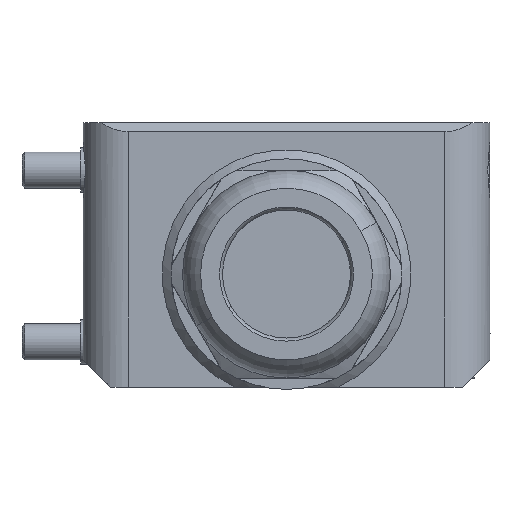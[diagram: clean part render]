
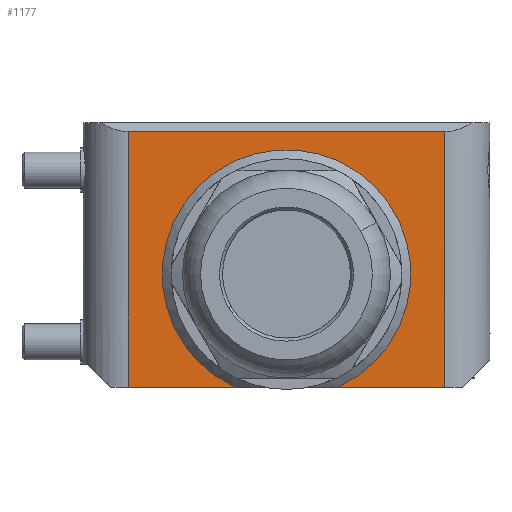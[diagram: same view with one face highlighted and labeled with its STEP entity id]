
A CAD part, left-side view. The second image highlights one B-rep face of the part: STEP entity #1177.
In plain terms, the highlighted planar face has unit normal (-1, 0, 0).
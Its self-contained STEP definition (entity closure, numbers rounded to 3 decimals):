
#337 = VERTEX_POINT ( 'NONE', #16054 ) ;
#412 = VERTEX_POINT ( 'NONE', #3335 ) ;
#1115 = VERTEX_POINT ( 'NONE', #23787 ) ;
#1116 = CARTESIAN_POINT ( 'NONE',  ( -65., 35., 56.5 ) ) ;
#1177 = ADVANCED_FACE ( 'NONE', ( #15676 ), #23086, .F. ) ;
#1508 = ORIENTED_EDGE ( 'NONE', *, *, #11095, .T. ) ;
#2715 = VECTOR ( 'NONE', #18830, 1000. ) ;
#3335 = CARTESIAN_POINT ( 'NONE',  ( -65., 35., 0. ) ) ;
#3854 = EDGE_CURVE ( 'NONE', #7195, #25712, #22645, .T. ) ;
#4197 = EDGE_CURVE ( 'NONE', #337, #1115, #10324, .T. ) ;
#4737 = ORIENTED_EDGE ( 'NONE', *, *, #5778, .T. ) ;
#5188 = CARTESIAN_POINT ( 'NONE',  ( -65., 11.456, 0. ) ) ;
#5778 = EDGE_CURVE ( 'NONE', #7195, #337, #15467, .T. ) ;
#6448 = EDGE_LOOP ( 'NONE', ( #4737, #16296, #25812, #1508, #22065, #22956 ) ) ;
#6895 = CARTESIAN_POINT ( 'NONE',  ( -65., -45., 0. ) ) ;
#7195 = VERTEX_POINT ( 'NONE', #19928 ) ;
#7531 = EDGE_CURVE ( 'NONE', #1115, #20322, #14272, .T. ) ;
#7593 = LINE ( 'NONE', #18929, #2715 ) ;
#8225 = AXIS2_PLACEMENT_3D ( 'NONE', #15813, #15737, #15672 ) ;
#8369 = DIRECTION ( 'NONE',  ( 0., 1., 0. ) ) ;
#8679 = CARTESIAN_POINT ( 'NONE',  ( -65., -45., 56.5 ) ) ;
#9127 = VECTOR ( 'NONE', #30161, 1000. ) ;
#10324 = LINE ( 'NONE', #29090, #28724 ) ;
#11095 = EDGE_CURVE ( 'NONE', #20322, #412, #7593, .T. ) ;
#13104 = VECTOR ( 'NONE', #28487, 1000. ) ;
#14272 = LINE ( 'NONE', #8679, #19884 ) ;
#15467 = LINE ( 'NONE', #30208, #9127 ) ;
#15672 = DIRECTION ( 'NONE',  ( 0., 0., 1. ) ) ;
#15676 = FACE_OUTER_BOUND ( 'NONE', #6448, .T. ) ;
#15737 = DIRECTION ( 'NONE',  ( -1., 0., 0. ) ) ;
#15813 = CARTESIAN_POINT ( 'NONE',  ( -65., 0., 25. ) ) ;
#16054 = CARTESIAN_POINT ( 'NONE',  ( -65., -35., 0. ) ) ;
#16296 = ORIENTED_EDGE ( 'NONE', *, *, #4197, .T. ) ;
#18830 = DIRECTION ( 'NONE',  ( 0., 0., -1. ) ) ;
#18929 = CARTESIAN_POINT ( 'NONE',  ( -65., 35., 58.5 ) ) ;
#19456 = LINE ( 'NONE', #6895, #13104 ) ;
#19884 = VECTOR ( 'NONE', #8369, 1000. ) ;
#19928 = CARTESIAN_POINT ( 'NONE',  ( -65., -11.456, 0. ) ) ;
#20322 = VERTEX_POINT ( 'NONE', #1116 ) ;
#22065 = ORIENTED_EDGE ( 'NONE', *, *, #24159, .T. ) ;
#22645 = CIRCLE ( 'NONE', #8225, 27.5 ) ;
#22956 = ORIENTED_EDGE ( 'NONE', *, *, #3854, .F. ) ;
#22978 = DIRECTION ( 'NONE',  ( 0., 0., -1. ) ) ;
#23000 = DIRECTION ( 'NONE',  ( 1., 0., 0. ) ) ;
#23086 = PLANE ( 'NONE',  #25814 ) ;
#23298 = CARTESIAN_POINT ( 'NONE',  ( -65., -45., 58.5 ) ) ;
#23787 = CARTESIAN_POINT ( 'NONE',  ( -65., -35., 56.5 ) ) ;
#24159 = EDGE_CURVE ( 'NONE', #412, #25712, #19456, .T. ) ;
#25712 = VERTEX_POINT ( 'NONE', #5188 ) ;
#25812 = ORIENTED_EDGE ( 'NONE', *, *, #7531, .T. ) ;
#25814 = AXIS2_PLACEMENT_3D ( 'NONE', #23298, #23000, #22978 ) ;
#28487 = DIRECTION ( 'NONE',  ( 0., -1., 0. ) ) ;
#28724 = VECTOR ( 'NONE', #28864, 1000. ) ;
#28864 = DIRECTION ( 'NONE',  ( 0., 0., 1. ) ) ;
#29090 = CARTESIAN_POINT ( 'NONE',  ( -65., -35., 58.5 ) ) ;
#30161 = DIRECTION ( 'NONE',  ( 0., -1., 0. ) ) ;
#30208 = CARTESIAN_POINT ( 'NONE',  ( -65., -45., 0. ) ) ;
